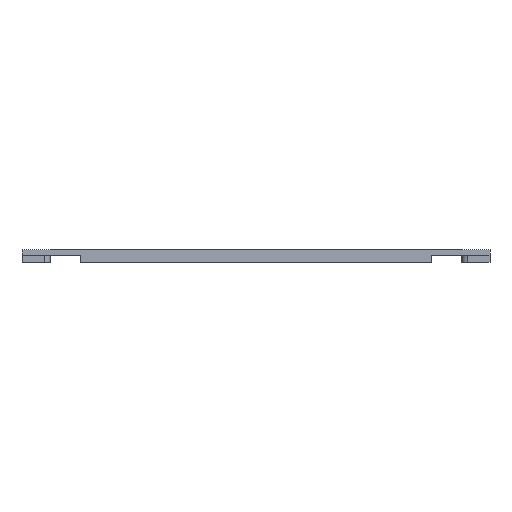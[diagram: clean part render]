
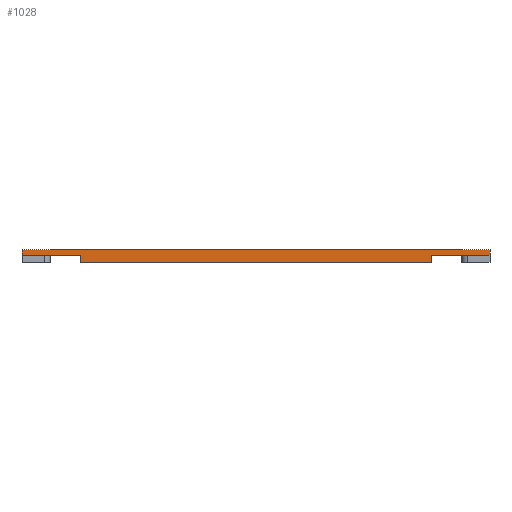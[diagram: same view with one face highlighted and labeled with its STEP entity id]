
A CAD part, front view. The second image highlights one B-rep face of the part: STEP entity #1028.
In plain terms, the highlighted planar face has unit normal (0, -1, 0).
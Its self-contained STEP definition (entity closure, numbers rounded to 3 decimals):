
#32 = EDGE_CURVE('',#33,#35,#37,.T.);
#33 = VERTEX_POINT('',#34);
#34 = CARTESIAN_POINT('',(0.,0.,1.));
#35 = VERTEX_POINT('',#36);
#36 = CARTESIAN_POINT('',(80.,0.,1.));
#37 = LINE('',#38,#39);
#38 = CARTESIAN_POINT('',(0.,0.,1.));
#39 = VECTOR('',#40,1.);
#40 = DIRECTION('',(1.,0.,0.));
#1028 = ADVANCED_FACE('',(#1029),#1086,.T.);
#1029 = FACE_BOUND('',#1030,.T.);
#1030 = EDGE_LOOP('',(#1031,#1039,#1047,#1055,#1063,#1071,#1079,#1085));
#1031 = ORIENTED_EDGE('',*,*,#1032,.F.);
#1032 = EDGE_CURVE('',#1033,#33,#1035,.T.);
#1033 = VERTEX_POINT('',#1034);
#1034 = CARTESIAN_POINT('',(0.,0.,0.));
#1035 = LINE('',#1036,#1037);
#1036 = CARTESIAN_POINT('',(0.,0.,0.));
#1037 = VECTOR('',#1038,1.);
#1038 = DIRECTION('',(0.,0.,1.));
#1039 = ORIENTED_EDGE('',*,*,#1040,.T.);
#1040 = EDGE_CURVE('',#1033,#1041,#1043,.T.);
#1041 = VERTEX_POINT('',#1042);
#1042 = CARTESIAN_POINT('',(10.,0.,0.));
#1043 = LINE('',#1044,#1045);
#1044 = CARTESIAN_POINT('',(0.,0.,0.));
#1045 = VECTOR('',#1046,1.);
#1046 = DIRECTION('',(1.,0.,0.));
#1047 = ORIENTED_EDGE('',*,*,#1048,.T.);
#1048 = EDGE_CURVE('',#1041,#1049,#1051,.T.);
#1049 = VERTEX_POINT('',#1050);
#1050 = CARTESIAN_POINT('',(10.,0.,-1.2));
#1051 = LINE('',#1052,#1053);
#1052 = CARTESIAN_POINT('',(10.,0.,0.));
#1053 = VECTOR('',#1054,1.);
#1054 = DIRECTION('',(0.,0.,-1.));
#1055 = ORIENTED_EDGE('',*,*,#1056,.T.);
#1056 = EDGE_CURVE('',#1049,#1057,#1059,.T.);
#1057 = VERTEX_POINT('',#1058);
#1058 = CARTESIAN_POINT('',(70.,0.,-1.2));
#1059 = LINE('',#1060,#1061);
#1060 = CARTESIAN_POINT('',(10.,0.,-1.2));
#1061 = VECTOR('',#1062,1.);
#1062 = DIRECTION('',(1.,0.,0.));
#1063 = ORIENTED_EDGE('',*,*,#1064,.F.);
#1064 = EDGE_CURVE('',#1065,#1057,#1067,.T.);
#1065 = VERTEX_POINT('',#1066);
#1066 = CARTESIAN_POINT('',(70.,0.,0.));
#1067 = LINE('',#1068,#1069);
#1068 = CARTESIAN_POINT('',(70.,0.,0.));
#1069 = VECTOR('',#1070,1.);
#1070 = DIRECTION('',(0.,0.,-1.));
#1071 = ORIENTED_EDGE('',*,*,#1072,.T.);
#1072 = EDGE_CURVE('',#1065,#1073,#1075,.T.);
#1073 = VERTEX_POINT('',#1074);
#1074 = CARTESIAN_POINT('',(80.,0.,0.));
#1075 = LINE('',#1076,#1077);
#1076 = CARTESIAN_POINT('',(0.,0.,0.));
#1077 = VECTOR('',#1078,1.);
#1078 = DIRECTION('',(1.,0.,0.));
#1079 = ORIENTED_EDGE('',*,*,#1080,.T.);
#1080 = EDGE_CURVE('',#1073,#35,#1081,.T.);
#1081 = LINE('',#1082,#1083);
#1082 = CARTESIAN_POINT('',(80.,0.,0.));
#1083 = VECTOR('',#1084,1.);
#1084 = DIRECTION('',(0.,0.,1.));
#1085 = ORIENTED_EDGE('',*,*,#32,.F.);
#1086 = PLANE('',#1087);
#1087 = AXIS2_PLACEMENT_3D('',#1088,#1089,#1090);
#1088 = CARTESIAN_POINT('',(40.,0.,0.046));
#1089 = DIRECTION('',(-0.,-1.,-0.));
#1090 = DIRECTION('',(0.,0.,-1.));
